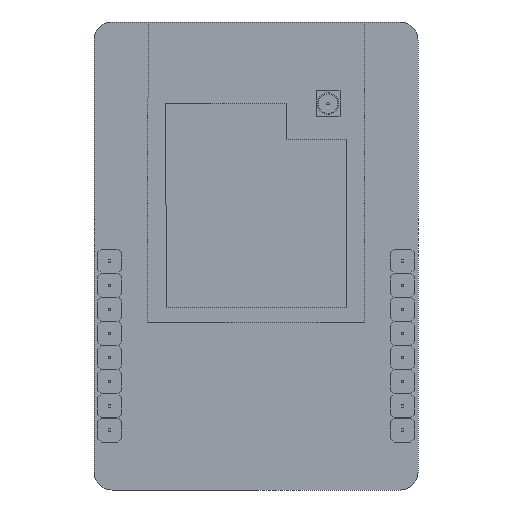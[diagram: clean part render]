
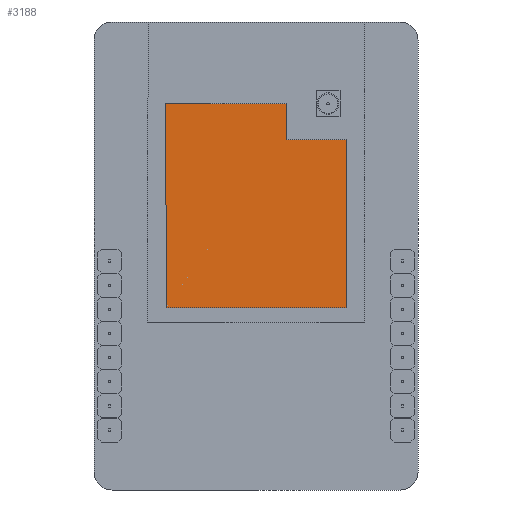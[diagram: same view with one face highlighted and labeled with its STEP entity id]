
A CAD part, front view. The second image highlights one B-rep face of the part: STEP entity #3188.
In plain terms, the highlighted planar face has unit normal (0, -1, 0).
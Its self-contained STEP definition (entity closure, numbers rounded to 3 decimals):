
#312 = VERTEX_POINT ( 'NONE', #11414 ) ;
#425 = DIRECTION ( 'NONE',  ( 0., -1., 0. ) ) ;
#742 = ORIENTED_EDGE ( 'NONE', *, *, #22633, .T. ) ;
#934 = CARTESIAN_POINT ( 'NONE',  ( 0., -3.3, 0. ) ) ;
#1605 = EDGE_CURVE ( 'NONE', #19258, #312, #3341, .T. ) ;
#1758 = ORIENTED_EDGE ( 'NONE', *, *, #15851, .T. ) ;
#2468 = VERTEX_POINT ( 'NONE', #13403 ) ;
#2855 = DIRECTION ( 'NONE',  ( 0., 0., -1. ) ) ;
#2871 = ORIENTED_EDGE ( 'NONE', *, *, #13574, .T. ) ;
#3188 = ADVANCED_FACE ( 'NONE', ( #22237 ), #6871, .T. ) ;
#3232 = VECTOR ( 'NONE', #19235, 1000. ) ;
#3313 = DIRECTION ( 'NONE',  ( -1., 0., 0. ) ) ;
#3341 = LINE ( 'NONE', #10967, #3232 ) ;
#4350 = VERTEX_POINT ( 'NONE', #20517 ) ;
#5275 = DIRECTION ( 'NONE',  ( -1., 0., 0. ) ) ;
#5904 = VECTOR ( 'NONE', #20519, 1000. ) ;
#6237 = EDGE_LOOP ( 'NONE', ( #742, #9783, #9218, #2871, #1758, #22659 ) ) ;
#6871 = PLANE ( 'NONE',  #10718 ) ;
#7081 = CARTESIAN_POINT ( 'NONE',  ( 2.5, -3.3, 12.7 ) ) ;
#8831 = VECTOR ( 'NONE', #3313, 1000. ) ;
#9218 = ORIENTED_EDGE ( 'NONE', *, *, #1605, .T. ) ;
#9783 = ORIENTED_EDGE ( 'NONE', *, *, #24055, .T. ) ;
#10028 = VECTOR ( 'NONE', #17441, 1000. ) ;
#10718 = AXIS2_PLACEMENT_3D ( 'NONE', #934, #425, #2855 ) ;
#10967 = CARTESIAN_POINT ( 'NONE',  ( -7.5, -3.3, -4.3 ) ) ;
#11239 = CARTESIAN_POINT ( 'NONE',  ( 7.5, -3.3, -4.3 ) ) ;
#11414 = CARTESIAN_POINT ( 'NONE',  ( 7.5, -3.3, -4.3 ) ) ;
#11966 = VECTOR ( 'NONE', #5275, 1000. ) ;
#12409 = CARTESIAN_POINT ( 'NONE',  ( 2.5, -3.3, 9.7 ) ) ;
#12789 = CARTESIAN_POINT ( 'NONE',  ( 2.5, -3.3, 12.7 ) ) ;
#13403 = CARTESIAN_POINT ( 'NONE',  ( 7.5, -3.3, 9.7 ) ) ;
#13574 = EDGE_CURVE ( 'NONE', #312, #2468, #15516, .T. ) ;
#15474 = LINE ( 'NONE', #25391, #8831 ) ;
#15516 = LINE ( 'NONE', #11239, #10028 ) ;
#15851 = EDGE_CURVE ( 'NONE', #2468, #4350, #15474, .T. ) ;
#16388 = CARTESIAN_POINT ( 'NONE',  ( -7.5, -3.3, -4.3 ) ) ;
#17441 = DIRECTION ( 'NONE',  ( 0., 0., 1. ) ) ;
#18219 = DIRECTION ( 'NONE',  ( 0., 0., 1. ) ) ;
#18702 = LINE ( 'NONE', #7081, #11966 ) ;
#19235 = DIRECTION ( 'NONE',  ( 1., 0., 0. ) ) ;
#19258 = VERTEX_POINT ( 'NONE', #16388 ) ;
#20105 = EDGE_CURVE ( 'NONE', #4350, #24073, #23662, .T. ) ;
#20517 = CARTESIAN_POINT ( 'NONE',  ( 2.5, -3.3, 9.7 ) ) ;
#20519 = DIRECTION ( 'NONE',  ( 0., 0., -1. ) ) ;
#21353 = VECTOR ( 'NONE', #18219, 1000. ) ;
#21682 = CARTESIAN_POINT ( 'NONE',  ( -7.5, -3.3, 12.7 ) ) ;
#22237 = FACE_OUTER_BOUND ( 'NONE', #6237, .T. ) ;
#22602 = CARTESIAN_POINT ( 'NONE',  ( -7.5, -3.3, 12.7 ) ) ;
#22633 = EDGE_CURVE ( 'NONE', #24073, #25410, #18702, .T. ) ;
#22659 = ORIENTED_EDGE ( 'NONE', *, *, #20105, .T. ) ;
#23662 = LINE ( 'NONE', #12409, #21353 ) ;
#24055 = EDGE_CURVE ( 'NONE', #25410, #19258, #24144, .T. ) ;
#24073 = VERTEX_POINT ( 'NONE', #12789 ) ;
#24144 = LINE ( 'NONE', #22602, #5904 ) ;
#25391 = CARTESIAN_POINT ( 'NONE',  ( 7.5, -3.3, 9.7 ) ) ;
#25410 = VERTEX_POINT ( 'NONE', #21682 ) ;
